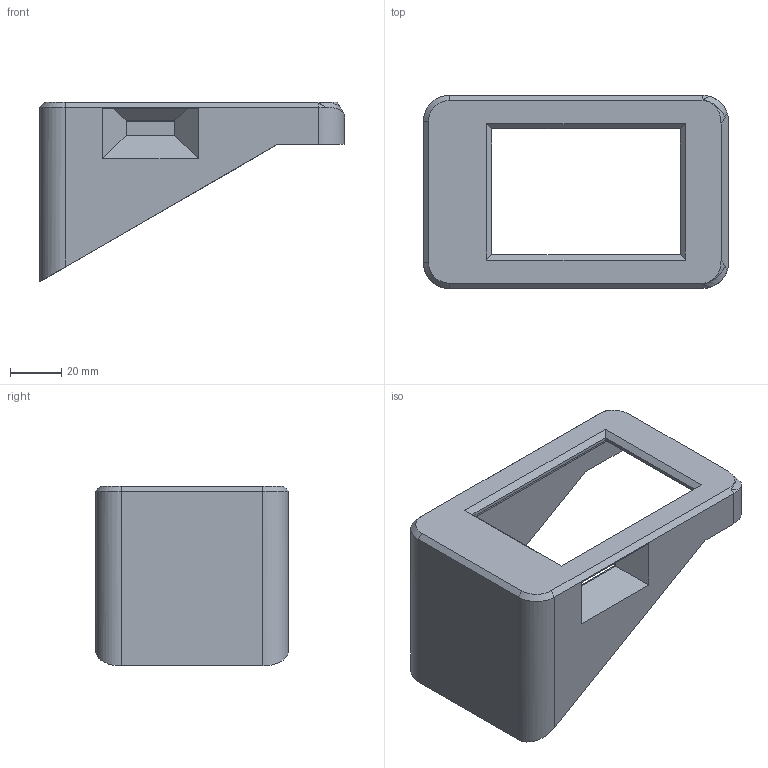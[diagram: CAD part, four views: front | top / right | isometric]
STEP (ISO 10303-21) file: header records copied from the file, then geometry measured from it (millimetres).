
FILE_DESCRIPTION (( 'STEP AP203' ), '1' );
FILE_NAME ('pr2112A-sG_U1_LCD_Housing_RevG.STEP', '2023-08-31T19:12:15', ( '' ), ( '' ), 'SwSTEP 2.0', 'SolidWorks 2022', '' );
FILE_SCHEMA (( 'CONFIG_CONTROL_DESIGN' ));
Length unit declared in the file: millimetre
Products named in the file (1): pr2112A-sG_U1_LCD_Housing_RevG
Bounding box: 118.53 x 74.98 x 69.86 mm (x, y, z)
Volume: 130022.8 mm3; surface area: 37598.3 mm2
Topology: 1 solids, 1 shells, 126 faces, 304 edges, 192 vertices
Faces by surface type: plane 60, cylinder 34, cone 20, bspline 12
Entity records: 4389 total; most frequent: CARTESIAN_POINT 1409, ORIENTED_EDGE 608, DIRECTION 580, EDGE_CURVE 304, AXIS2_PLACEMENT_3D 195, VERTEX_POINT 192, LINE 190, VECTOR 190
